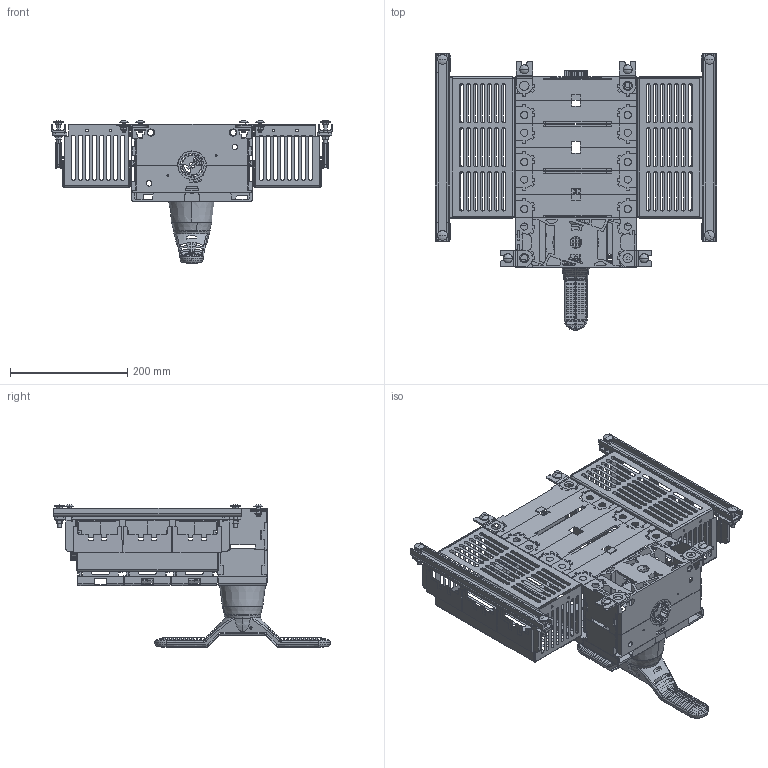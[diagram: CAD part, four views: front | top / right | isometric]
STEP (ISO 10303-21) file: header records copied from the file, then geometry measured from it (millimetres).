
FILE_DESCRIPTION (( 'STEP AP203' ), '1' );
FILE_NAME ('6305,0254,01_Dummy_Surface.STEP', '2017-08-02T09:38:13', ( '' ), ( '' ), 'SwSTEP 2.0', 'SolidWorks 2013', '' );
FILE_SCHEMA (( 'CONFIG_CONTROL_DESIGN' ));
Length unit declared in the file: millimetre
Products named in the file (1): 6305,0254,01_Dummy_Surface
Bounding box: 480 x 471.8 x 243.46 mm (x, y, z)
Surface area: 605388.6 mm2 (no closed solid volume)
Topology: 0 solids, 209 shells, 977 faces, 7603 edges, 6726 vertices
Faces by surface type: plane 560, cylinder 248, cone 63, bspline 62, torus 26, sphere 18
Entity records: 78820 total; most frequent: CARTESIAN_POINT 26450, DIRECTION 9765, ORIENTED_EDGE 8960, EDGE_CURVE 7600, VERTEX_POINT 6726, VECTOR 4645, LINE 4645, AXIS2_PLACEMENT_3D 2560
